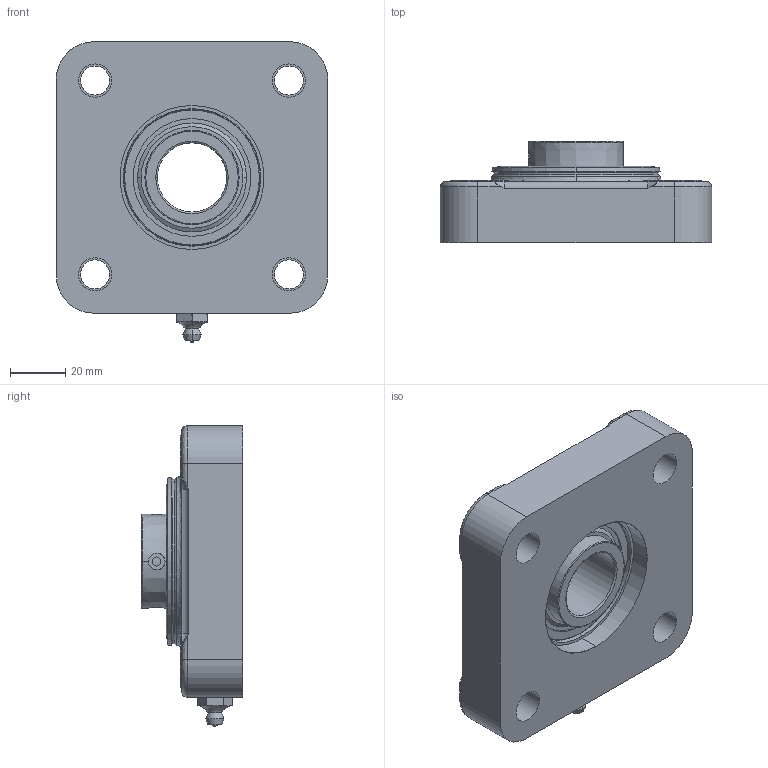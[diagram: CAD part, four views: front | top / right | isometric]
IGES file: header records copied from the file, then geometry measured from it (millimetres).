
Start section:  PTC IGES file: b000064533.igs
Global section: file name: b000064533.igs; native system: Pro/ENGINEER by Parametric Technology Corporation; preprocessor: 2009380; author: RCRU51; organization: Rex Nord Marbet spa; date: 20100326.114106; units: millimetre
Bounding box: 98 x 36.5 x 108.5 mm (x, y, z)
Surface area: 36720.7 mm2 (no closed solid volume)
Topology: 0 solids, 0 shells, 183 faces, 852 edges, 850 vertices
Faces by surface type: revolution 132, bspline 51
